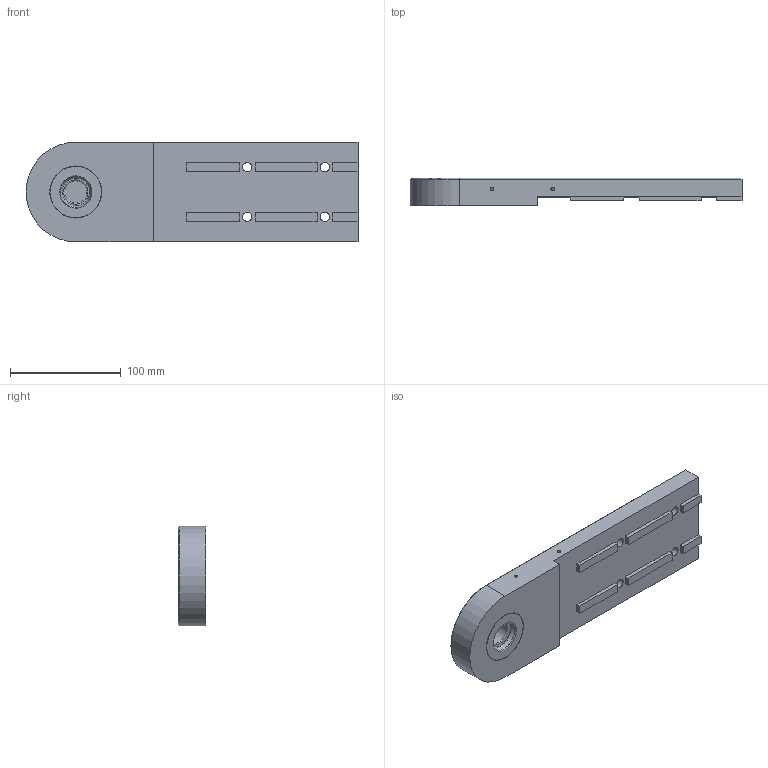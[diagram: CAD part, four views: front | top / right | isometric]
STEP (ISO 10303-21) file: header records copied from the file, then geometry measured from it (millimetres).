
FILE_DESCRIPTION(/* description */ ('Příruba na válečky'),/* implementation_level */ '2;1');
FILE_NAME(/* name */ '909001L.stp',/* time_stamp */ '2021-11-08T11:48:12+01:00',/* author */ ('Frančeová'),/* organization */ ('Alutec K&K'),/* preprocessor_version */ 'ST-DEVELOPER v18.1',/* originating_system */ 'Autodesk Inventor 2021',/* authorisation */ '');
FILE_SCHEMA (('AUTOMOTIVE_DESIGN { 1 0 10303 214 3 1 1 }'));
Length unit declared in the file: millimetre
Products named in the file (1): 909001L
Bounding box: 300 x 25 x 90 mm (x, y, z)
Volume: 497475.8 mm3; surface area: 90102.6 mm2
Topology: 24 solids, 24 shells, 133 faces, 349 edges, 235 vertices
Faces by surface type: plane 52, torus 28, cylinder 23, sphere 21, cone 9
Full cylindrical faces by diameter (mm): 3.242 x4, 8.4 x4, 13.5 x4, 20 x1, 28.802 x3, 29.2 x1, 42 x1, 44.5 x1, 47 x3
Entity records: 4748 total; most frequent: DIRECTION 869, CARTESIAN_POINT 792, ORIENTED_EDGE 726, AXIS2_PLACEMENT_3D 372, EDGE_CURVE 363, VERTEX_POINT 295, CIRCLE 238, EDGE_LOOP 164
